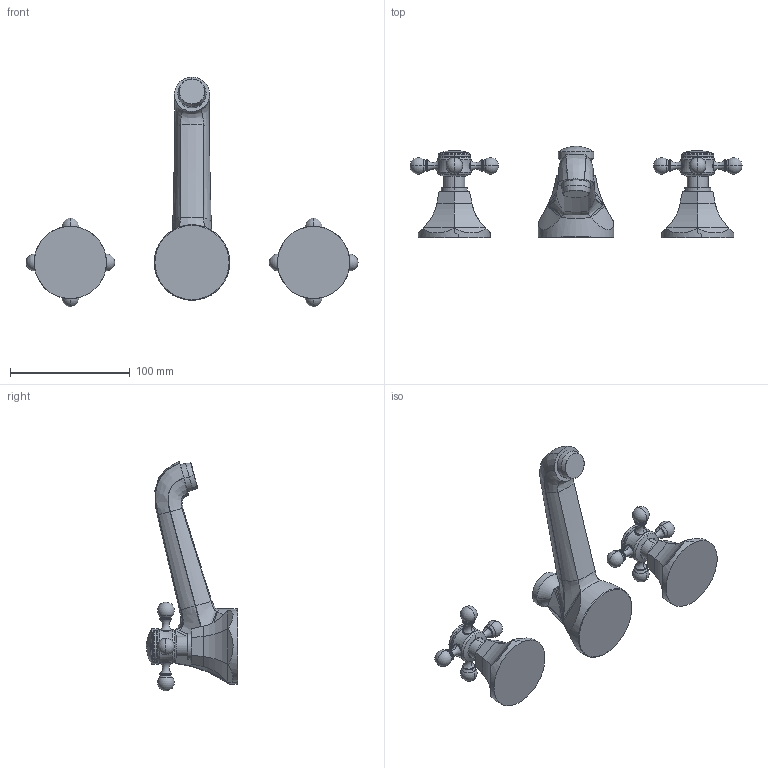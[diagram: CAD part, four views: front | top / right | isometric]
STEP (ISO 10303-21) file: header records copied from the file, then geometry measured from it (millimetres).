
FILE_DESCRIPTION((''),'2;1');
FILE_NAME('1220','2020-11-26T13:39:28',('jinson.thomas'),(''),'CREO PARAMETRIC BY PTC INC, 2018400','CREO PARAMETRIC BY PTC INC, 2018400','');
FILE_SCHEMA(('CONFIG_CONTROL_DESIGN'));
Length unit declared in the file: inch
Products named in the file (1): 1220
Bounding box: 277.24 x 76.33 x 191.72 mm (x, y, z)
Volume: 345260 mm3; surface area: 57699.8 mm2
Topology: 3 solids, 5 shells, 464 faces, 1106 edges, 656 vertices
Faces by surface type: cylinder 121, plane 110, torus 82, bspline 69, cone 42, sphere 32, extrusion 8
Entity records: 18624 total; most frequent: CARTESIAN_POINT 8491, ORIENTED_EDGE 2162, DIRECTION 2048, EDGE_CURVE 1081, AXIS2_PLACEMENT_3D 885, VERTEX_POINT 656, CIRCLE 498, EDGE_LOOP 493
